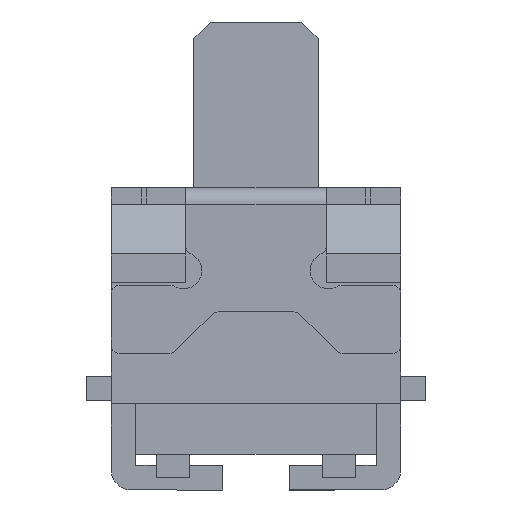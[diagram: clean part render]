
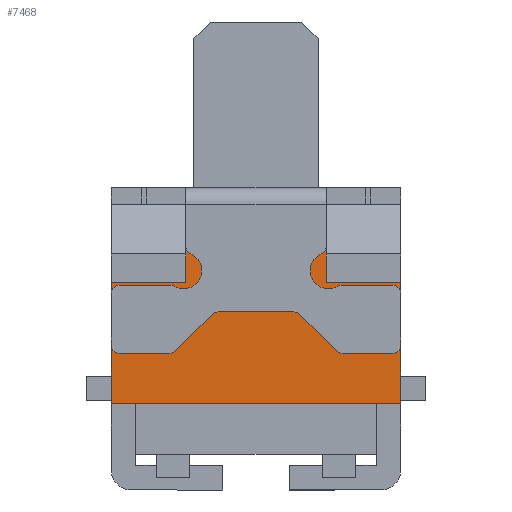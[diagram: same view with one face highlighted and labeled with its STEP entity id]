
A CAD part, left-side view. The second image highlights one B-rep face of the part: STEP entity #7468.
In plain terms, the highlighted planar face has unit normal (-1, 0, 0).
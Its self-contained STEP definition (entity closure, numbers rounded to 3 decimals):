
#113 = CARTESIAN_POINT ( 'NONE',  ( -3.95, 1.75, -0.85 ) ) ;
#213 = DIRECTION ( 'NONE',  ( 0., -1., 0. ) ) ;
#470 = VERTEX_POINT ( 'NONE', #7750 ) ;
#657 = EDGE_CURVE ( 'NONE', #470, #3236, #2316, .T. ) ;
#852 = VECTOR ( 'NONE', #7029, 1000. ) ;
#973 = ORIENTED_EDGE ( 'NONE', *, *, #4694, .T. ) ;
#978 = ORIENTED_EDGE ( 'NONE', *, *, #3154, .F. ) ;
#1004 = DIRECTION ( 'NONE',  ( 0., 0., 1. ) ) ;
#1074 = CARTESIAN_POINT ( 'NONE',  ( -3.95, 0., -1.75 ) ) ;
#1372 = CARTESIAN_POINT ( 'NONE',  ( -3.95, -0.85, 0.6 ) ) ;
#1567 = VECTOR ( 'NONE', #3277, 1000. ) ;
#1749 = VECTOR ( 'NONE', #5052, 1000. ) ;
#1894 = VECTOR ( 'NONE', #4784, 1000. ) ;
#2316 = LINE ( 'NONE', #6489, #8903 ) ;
#2380 = CARTESIAN_POINT ( 'NONE',  ( -3.95, 0., 1.55 ) ) ;
#2487 = ORIENTED_EDGE ( 'NONE', *, *, #6283, .F. ) ;
#2512 = VECTOR ( 'NONE', #213, 1000. ) ;
#2763 = LINE ( 'NONE', #3558, #1749 ) ;
#2770 = LINE ( 'NONE', #5668, #9220 ) ;
#2822 = VERTEX_POINT ( 'NONE', #7221 ) ;
#2976 = ORIENTED_EDGE ( 'NONE', *, *, #6665, .F. ) ;
#3154 = EDGE_CURVE ( 'NONE', #3236, #4893, #3665, .T. ) ;
#3236 = VERTEX_POINT ( 'NONE', #10422 ) ;
#3277 = DIRECTION ( 'NONE',  ( 0., 0., -1. ) ) ;
#3312 = ORIENTED_EDGE ( 'NONE', *, *, #4025, .F. ) ;
#3472 = FACE_OUTER_BOUND ( 'NONE', #8146, .T. ) ;
#3558 = CARTESIAN_POINT ( 'NONE',  ( -3.95, 1.75, 0.6 ) ) ;
#3665 = LINE ( 'NONE', #2380, #1894 ) ;
#4025 = EDGE_CURVE ( 'NONE', #7168, #10283, #5812, .T. ) ;
#4515 = CARTESIAN_POINT ( 'NONE',  ( -3.95, 1.75, -0.85 ) ) ;
#4694 = EDGE_CURVE ( 'NONE', #10392, #4893, #2770, .T. ) ;
#4784 = DIRECTION ( 'NONE',  ( 0., -1., 0. ) ) ;
#4799 = EDGE_CURVE ( 'NONE', #2822, #470, #7213, .T. ) ;
#4831 = ORIENTED_EDGE ( 'NONE', *, *, #657, .F. ) ;
#4893 = VERTEX_POINT ( 'NONE', #4974 ) ;
#4974 = CARTESIAN_POINT ( 'NONE',  ( -3.95, -0.85, 1.55 ) ) ;
#5052 = DIRECTION ( 'NONE',  ( 0., -1., 0. ) ) ;
#5309 = ORIENTED_EDGE ( 'NONE', *, *, #7912, .T. ) ;
#5536 = DIRECTION ( 'NONE',  ( 0., 0., 1. ) ) ;
#5644 = DIRECTION ( 'NONE',  ( 0., 0., 1. ) ) ;
#5652 = VECTOR ( 'NONE', #7033, 1000. ) ;
#5668 = CARTESIAN_POINT ( 'NONE',  ( -3.95, -0.85, -1.75 ) ) ;
#5812 = LINE ( 'NONE', #8119, #1567 ) ;
#5872 = LINE ( 'NONE', #4515, #852 ) ;
#6283 = EDGE_CURVE ( 'NONE', #8943, #2822, #9988, .T. ) ;
#6489 = CARTESIAN_POINT ( 'NONE',  ( -3.95, 0.85, -1.75 ) ) ;
#6665 = EDGE_CURVE ( 'NONE', #10392, #7168, #2763, .T. ) ;
#6716 = DIRECTION ( 'NONE',  ( -1., 0., 0. ) ) ;
#6724 = CARTESIAN_POINT ( 'NONE',  ( -3.95, -1.75, -0.85 ) ) ;
#7029 = DIRECTION ( 'NONE',  ( 0., -1., 0. ) ) ;
#7033 = DIRECTION ( 'NONE',  ( 0., 0., 1. ) ) ;
#7168 = VERTEX_POINT ( 'NONE', #10124 ) ;
#7213 = LINE ( 'NONE', #7518, #2512 ) ;
#7221 = CARTESIAN_POINT ( 'NONE',  ( -3.95, 1.75, 0.6 ) ) ;
#7369 = ORIENTED_EDGE ( 'NONE', *, *, #4799, .F. ) ;
#7468 = ADVANCED_FACE ( 'NONE', ( #3472 ), #9996, .T. ) ;
#7518 = CARTESIAN_POINT ( 'NONE',  ( -3.95, 1.75, 0.6 ) ) ;
#7750 = CARTESIAN_POINT ( 'NONE',  ( -3.95, 0.85, 0.6 ) ) ;
#7912 = EDGE_CURVE ( 'NONE', #8943, #10283, #5872, .T. ) ;
#8119 = CARTESIAN_POINT ( 'NONE',  ( -3.95, -1.75, 1.75 ) ) ;
#8146 = EDGE_LOOP ( 'NONE', ( #2487, #5309, #3312, #2976, #973, #978, #4831, #7369 ) ) ;
#8903 = VECTOR ( 'NONE', #5644, 1000. ) ;
#8943 = VERTEX_POINT ( 'NONE', #113 ) ;
#9220 = VECTOR ( 'NONE', #5536, 1000. ) ;
#9988 = LINE ( 'NONE', #10201, #5652 ) ;
#9996 = PLANE ( 'NONE',  #10483 ) ;
#10124 = CARTESIAN_POINT ( 'NONE',  ( -3.95, -1.75, 0.6 ) ) ;
#10201 = CARTESIAN_POINT ( 'NONE',  ( -3.95, 1.75, -1.75 ) ) ;
#10283 = VERTEX_POINT ( 'NONE', #6724 ) ;
#10392 = VERTEX_POINT ( 'NONE', #1372 ) ;
#10422 = CARTESIAN_POINT ( 'NONE',  ( -3.95, 0.85, 1.55 ) ) ;
#10483 = AXIS2_PLACEMENT_3D ( 'NONE', #1074, #6716, #1004 ) ;
